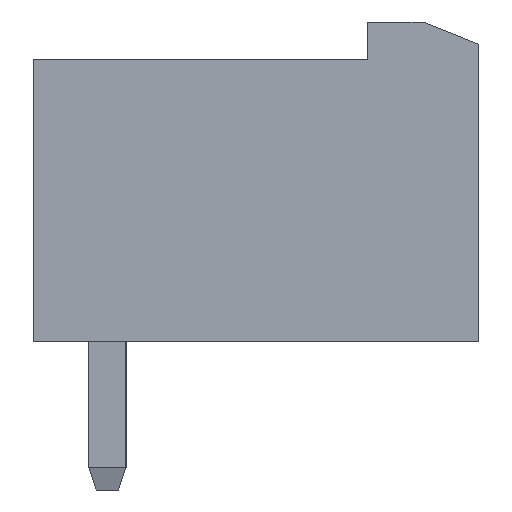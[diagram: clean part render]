
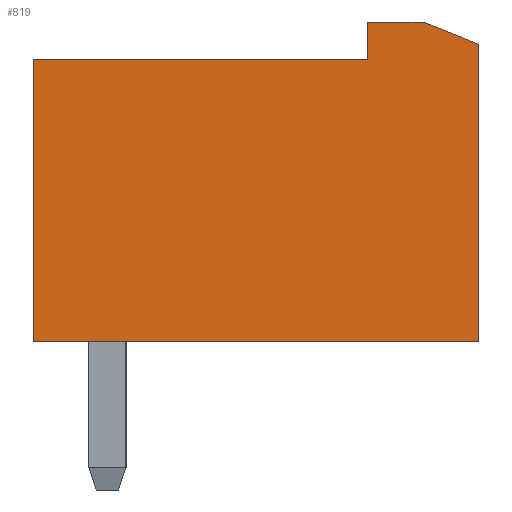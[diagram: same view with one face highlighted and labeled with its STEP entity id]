
A CAD part, left-side view. The second image highlights one B-rep face of the part: STEP entity #819.
In plain terms, the highlighted planar face has unit normal (-1, 0, 0).
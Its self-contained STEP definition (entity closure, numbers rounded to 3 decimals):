
#22 = VERTEX_POINT('',#23);
#23 = CARTESIAN_POINT('',(-3.5,2.,7.6));
#32 = PLANE('',#33);
#33 = AXIS2_PLACEMENT_3D('',#34,#35,#36);
#34 = CARTESIAN_POINT('',(-3.5,2.,7.6));
#35 = DIRECTION('',(0.,1.,0.));
#36 = DIRECTION('',(0.,0.,-1.));
#44 = PLANE('',#45);
#45 = AXIS2_PLACEMENT_3D('',#46,#47,#48);
#46 = CARTESIAN_POINT('',(-3.5,-7.,7.6));
#47 = DIRECTION('',(0.,0.,1.));
#48 = DIRECTION('',(0.,1.,0.));
#85 = VERTEX_POINT('',#86);
#86 = CARTESIAN_POINT('',(-3.5,2.,0.));
#100 = PLANE('',#101);
#101 = AXIS2_PLACEMENT_3D('',#102,#103,#104);
#102 = CARTESIAN_POINT('',(-3.5,2.,0.));
#103 = DIRECTION('',(0.,0.,-1.));
#104 = DIRECTION('',(0.,-1.,0.));
#112 = EDGE_CURVE('',#22,#85,#113,.T.);
#113 = SURFACE_CURVE('',#114,(#118,#125),.PCURVE_S1.);
#114 = LINE('',#115,#116);
#115 = CARTESIAN_POINT('',(-3.5,2.,7.6));
#116 = VECTOR('',#117,1.);
#117 = DIRECTION('',(0.,0.,-1.));
#118 = PCURVE('',#32,#119);
#119 = DEFINITIONAL_REPRESENTATION('',(#120),#124);
#120 = LINE('',#121,#122);
#121 = CARTESIAN_POINT('',(0.,0.));
#122 = VECTOR('',#123,1.);
#123 = DIRECTION('',(1.,0.));
#124 = ( GEOMETRIC_REPRESENTATION_CONTEXT(2)
PARAMETRIC_REPRESENTATION_CONTEXT() REPRESENTATION_CONTEXT('2D SPACE',''
) );
#125 = PCURVE('',#126,#131);
#126 = PLANE('',#127);
#127 = AXIS2_PLACEMENT_3D('',#128,#129,#130);
#128 = CARTESIAN_POINT('',(-3.5,2.,7.6));
#129 = DIRECTION('',(1.,0.,0.));
#130 = DIRECTION('',(0.,-1.,0.));
#131 = DEFINITIONAL_REPRESENTATION('',(#132),#136);
#132 = LINE('',#133,#134);
#133 = CARTESIAN_POINT('',(0.,0.));
#134 = VECTOR('',#135,1.);
#135 = DIRECTION('',(0.,1.));
#136 = ( GEOMETRIC_REPRESENTATION_CONTEXT(2)
PARAMETRIC_REPRESENTATION_CONTEXT() REPRESENTATION_CONTEXT('2D SPACE',''
) );
#142 = VERTEX_POINT('',#143);
#143 = CARTESIAN_POINT('',(-3.5,-7.,7.6));
#159 = PLANE('',#160);
#160 = AXIS2_PLACEMENT_3D('',#161,#162,#163);
#161 = CARTESIAN_POINT('',(-3.5,-7.,8.6));
#162 = DIRECTION('',(0.,1.,0.));
#163 = DIRECTION('',(0.,0.,-1.));
#193 = EDGE_CURVE('',#142,#22,#194,.T.);
#194 = SURFACE_CURVE('',#195,(#199,#206),.PCURVE_S1.);
#195 = LINE('',#196,#197);
#196 = CARTESIAN_POINT('',(-3.5,-7.,7.6));
#197 = VECTOR('',#198,1.);
#198 = DIRECTION('',(0.,1.,0.));
#199 = PCURVE('',#44,#200);
#200 = DEFINITIONAL_REPRESENTATION('',(#201),#205);
#201 = LINE('',#202,#203);
#202 = CARTESIAN_POINT('',(0.,0.));
#203 = VECTOR('',#204,1.);
#204 = DIRECTION('',(1.,0.));
#205 = ( GEOMETRIC_REPRESENTATION_CONTEXT(2)
PARAMETRIC_REPRESENTATION_CONTEXT() REPRESENTATION_CONTEXT('2D SPACE',''
) );
#206 = PCURVE('',#126,#207);
#207 = DEFINITIONAL_REPRESENTATION('',(#208),#212);
#208 = LINE('',#209,#210);
#209 = CARTESIAN_POINT('',(9.,0.));
#210 = VECTOR('',#211,1.);
#211 = DIRECTION('',(-1.,0.));
#212 = ( GEOMETRIC_REPRESENTATION_CONTEXT(2)
PARAMETRIC_REPRESENTATION_CONTEXT() REPRESENTATION_CONTEXT('2D SPACE',''
) );
#242 = VERTEX_POINT('',#243);
#243 = CARTESIAN_POINT('',(-3.5,-10.,0.));
#257 = PLANE('',#258);
#258 = AXIS2_PLACEMENT_3D('',#259,#260,#261);
#259 = CARTESIAN_POINT('',(-3.5,-10.,0.));
#260 = DIRECTION('',(0.,-1.,0.));
#261 = DIRECTION('',(0.,0.,1.));
#269 = EDGE_CURVE('',#85,#242,#270,.T.);
#270 = SURFACE_CURVE('',#271,(#275,#282),.PCURVE_S1.);
#271 = LINE('',#272,#273);
#272 = CARTESIAN_POINT('',(-3.5,2.,0.));
#273 = VECTOR('',#274,1.);
#274 = DIRECTION('',(0.,-1.,0.));
#275 = PCURVE('',#100,#276);
#276 = DEFINITIONAL_REPRESENTATION('',(#277),#281);
#277 = LINE('',#278,#279);
#278 = CARTESIAN_POINT('',(0.,0.));
#279 = VECTOR('',#280,1.);
#280 = DIRECTION('',(1.,0.));
#281 = ( GEOMETRIC_REPRESENTATION_CONTEXT(2)
PARAMETRIC_REPRESENTATION_CONTEXT() REPRESENTATION_CONTEXT('2D SPACE',''
) );
#282 = PCURVE('',#126,#283);
#283 = DEFINITIONAL_REPRESENTATION('',(#284),#288);
#284 = LINE('',#285,#286);
#285 = CARTESIAN_POINT('',(0.,7.6));
#286 = VECTOR('',#287,1.);
#287 = DIRECTION('',(1.,0.));
#288 = ( GEOMETRIC_REPRESENTATION_CONTEXT(2)
PARAMETRIC_REPRESENTATION_CONTEXT() REPRESENTATION_CONTEXT('2D SPACE',''
) );
#819 = ADVANCED_FACE('',(#820),#126,.F.);
#820 = FACE_BOUND('',#821,.T.);
#821 = EDGE_LOOP('',(#822,#823,#824,#847,#875,#903,#924));
#822 = ORIENTED_EDGE('',*,*,#112,.T.);
#823 = ORIENTED_EDGE('',*,*,#269,.T.);
#824 = ORIENTED_EDGE('',*,*,#825,.T.);
#825 = EDGE_CURVE('',#242,#826,#828,.T.);
#826 = VERTEX_POINT('',#827);
#827 = CARTESIAN_POINT('',(-3.5,-10.,8.));
#828 = SURFACE_CURVE('',#829,(#833,#840),.PCURVE_S1.);
#829 = LINE('',#830,#831);
#830 = CARTESIAN_POINT('',(-3.5,-10.,0.));
#831 = VECTOR('',#832,1.);
#832 = DIRECTION('',(0.,0.,1.));
#833 = PCURVE('',#126,#834);
#834 = DEFINITIONAL_REPRESENTATION('',(#835),#839);
#835 = LINE('',#836,#837);
#836 = CARTESIAN_POINT('',(12.,7.6));
#837 = VECTOR('',#838,1.);
#838 = DIRECTION('',(0.,-1.));
#839 = ( GEOMETRIC_REPRESENTATION_CONTEXT(2)
PARAMETRIC_REPRESENTATION_CONTEXT() REPRESENTATION_CONTEXT('2D SPACE',''
) );
#840 = PCURVE('',#257,#841);
#841 = DEFINITIONAL_REPRESENTATION('',(#842),#846);
#842 = LINE('',#843,#844);
#843 = CARTESIAN_POINT('',(0.,0.));
#844 = VECTOR('',#845,1.);
#845 = DIRECTION('',(1.,0.));
#846 = ( GEOMETRIC_REPRESENTATION_CONTEXT(2)
PARAMETRIC_REPRESENTATION_CONTEXT() REPRESENTATION_CONTEXT('2D SPACE',''
) );
#847 = ORIENTED_EDGE('',*,*,#848,.T.);
#848 = EDGE_CURVE('',#826,#849,#851,.T.);
#849 = VERTEX_POINT('',#850);
#850 = CARTESIAN_POINT('',(-3.5,-8.5,8.6));
#851 = SURFACE_CURVE('',#852,(#856,#863),.PCURVE_S1.);
#852 = LINE('',#853,#854);
#853 = CARTESIAN_POINT('',(-3.5,-10.,8.));
#854 = VECTOR('',#855,1.);
#855 = DIRECTION('',(0.,0.928,0.371));
#856 = PCURVE('',#126,#857);
#857 = DEFINITIONAL_REPRESENTATION('',(#858),#862);
#858 = LINE('',#859,#860);
#859 = CARTESIAN_POINT('',(12.,-0.4));
#860 = VECTOR('',#861,1.);
#861 = DIRECTION('',(-0.928,-0.371));
#862 = ( GEOMETRIC_REPRESENTATION_CONTEXT(2)
PARAMETRIC_REPRESENTATION_CONTEXT() REPRESENTATION_CONTEXT('2D SPACE',''
) );
#863 = PCURVE('',#864,#869);
#864 = PLANE('',#865);
#865 = AXIS2_PLACEMENT_3D('',#866,#867,#868);
#866 = CARTESIAN_POINT('',(-3.5,-10.,8.));
#867 = DIRECTION('',(0.,-0.371,0.928));
#868 = DIRECTION('',(0.,0.928,0.371));
#869 = DEFINITIONAL_REPRESENTATION('',(#870),#874);
#870 = LINE('',#871,#872);
#871 = CARTESIAN_POINT('',(0.,0.));
#872 = VECTOR('',#873,1.);
#873 = DIRECTION('',(1.,0.));
#874 = ( GEOMETRIC_REPRESENTATION_CONTEXT(2)
PARAMETRIC_REPRESENTATION_CONTEXT() REPRESENTATION_CONTEXT('2D SPACE',''
) );
#875 = ORIENTED_EDGE('',*,*,#876,.T.);
#876 = EDGE_CURVE('',#849,#877,#879,.T.);
#877 = VERTEX_POINT('',#878);
#878 = CARTESIAN_POINT('',(-3.5,-7.,8.6));
#879 = SURFACE_CURVE('',#880,(#884,#891),.PCURVE_S1.);
#880 = LINE('',#881,#882);
#881 = CARTESIAN_POINT('',(-3.5,-8.5,8.6));
#882 = VECTOR('',#883,1.);
#883 = DIRECTION('',(0.,1.,0.));
#884 = PCURVE('',#126,#885);
#885 = DEFINITIONAL_REPRESENTATION('',(#886),#890);
#886 = LINE('',#887,#888);
#887 = CARTESIAN_POINT('',(10.5,-1.));
#888 = VECTOR('',#889,1.);
#889 = DIRECTION('',(-1.,0.));
#890 = ( GEOMETRIC_REPRESENTATION_CONTEXT(2)
PARAMETRIC_REPRESENTATION_CONTEXT() REPRESENTATION_CONTEXT('2D SPACE',''
) );
#891 = PCURVE('',#892,#897);
#892 = PLANE('',#893);
#893 = AXIS2_PLACEMENT_3D('',#894,#895,#896);
#894 = CARTESIAN_POINT('',(-3.5,-8.5,8.6));
#895 = DIRECTION('',(0.,0.,1.));
#896 = DIRECTION('',(0.,1.,0.));
#897 = DEFINITIONAL_REPRESENTATION('',(#898),#902);
#898 = LINE('',#899,#900);
#899 = CARTESIAN_POINT('',(0.,0.));
#900 = VECTOR('',#901,1.);
#901 = DIRECTION('',(1.,0.));
#902 = ( GEOMETRIC_REPRESENTATION_CONTEXT(2)
PARAMETRIC_REPRESENTATION_CONTEXT() REPRESENTATION_CONTEXT('2D SPACE',''
) );
#903 = ORIENTED_EDGE('',*,*,#904,.T.);
#904 = EDGE_CURVE('',#877,#142,#905,.T.);
#905 = SURFACE_CURVE('',#906,(#910,#917),.PCURVE_S1.);
#906 = LINE('',#907,#908);
#907 = CARTESIAN_POINT('',(-3.5,-7.,8.6));
#908 = VECTOR('',#909,1.);
#909 = DIRECTION('',(0.,0.,-1.));
#910 = PCURVE('',#126,#911);
#911 = DEFINITIONAL_REPRESENTATION('',(#912),#916);
#912 = LINE('',#913,#914);
#913 = CARTESIAN_POINT('',(9.,-1.));
#914 = VECTOR('',#915,1.);
#915 = DIRECTION('',(0.,1.));
#916 = ( GEOMETRIC_REPRESENTATION_CONTEXT(2)
PARAMETRIC_REPRESENTATION_CONTEXT() REPRESENTATION_CONTEXT('2D SPACE',''
) );
#917 = PCURVE('',#159,#918);
#918 = DEFINITIONAL_REPRESENTATION('',(#919),#923);
#919 = LINE('',#920,#921);
#920 = CARTESIAN_POINT('',(0.,0.));
#921 = VECTOR('',#922,1.);
#922 = DIRECTION('',(1.,0.));
#923 = ( GEOMETRIC_REPRESENTATION_CONTEXT(2)
PARAMETRIC_REPRESENTATION_CONTEXT() REPRESENTATION_CONTEXT('2D SPACE',''
) );
#924 = ORIENTED_EDGE('',*,*,#193,.T.);
